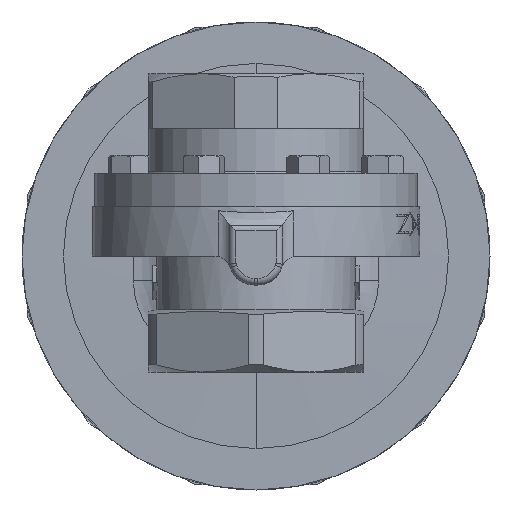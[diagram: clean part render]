
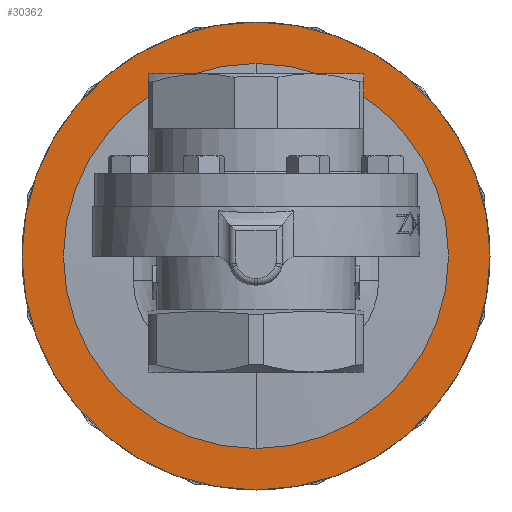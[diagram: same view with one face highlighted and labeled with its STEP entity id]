
A CAD part, front view. The second image highlights one B-rep face of the part: STEP entity #30362.
In plain terms, the highlighted planar face has unit normal (0, -1, 0).
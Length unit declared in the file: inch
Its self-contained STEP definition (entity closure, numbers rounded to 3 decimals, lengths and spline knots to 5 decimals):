
#411 = EDGE_CURVE ( 'NONE', #9388, #29435, #16419, .T. ) ;
#1308 = EDGE_LOOP ( 'NONE', ( #28105, #21021 ) ) ;
#1715 = CARTESIAN_POINT ( 'NONE',  ( 0., 2.75, 0. ) ) ;
#1892 = PLANE ( 'NONE',  #14293 ) ;
#2922 = DIRECTION ( 'NONE',  ( 0., -1., 0. ) ) ;
#3314 = AXIS2_PLACEMENT_3D ( 'NONE', #10027, #26702, #12436 ) ;
#3849 = AXIS2_PLACEMENT_3D ( 'NONE', #9341, #26013, #11722 ) ;
#4089 = DIRECTION ( 'NONE',  ( 0., 0., -1. ) ) ;
#4844 = ORIENTED_EDGE ( 'NONE', *, *, #11375, .T. ) ;
#5165 = VERTEX_POINT ( 'NONE', #23748 ) ;
#6763 = CARTESIAN_POINT ( 'NONE',  ( 0., 2.75, -3.625 ) ) ;
#7929 = VERTEX_POINT ( 'NONE', #28231 ) ;
#8129 = CARTESIAN_POINT ( 'NONE',  ( 0., 2.75, -3.53 ) ) ;
#9180 = DIRECTION ( 'NONE',  ( 0., 0., -1. ) ) ;
#9341 = CARTESIAN_POINT ( 'NONE',  ( 0., 2.75, 0. ) ) ;
#9388 = VERTEX_POINT ( 'NONE', #14162 ) ;
#10027 = CARTESIAN_POINT ( 'NONE',  ( 0., 2.75, 0. ) ) ;
#11375 = EDGE_CURVE ( 'NONE', #29435, #9388, #29870, .T. ) ;
#11683 = CIRCLE ( 'NONE', #30257, 2.905 ) ;
#11722 = DIRECTION ( 'NONE',  ( 0., 0., -1. ) ) ;
#11780 = AXIS2_PLACEMENT_3D ( 'NONE', #1715, #18381, #4089 ) ;
#12436 = DIRECTION ( 'NONE',  ( 0., 0., -1. ) ) ;
#14162 = CARTESIAN_POINT ( 'NONE',  ( 0., 2.75, 3.53 ) ) ;
#14293 = AXIS2_PLACEMENT_3D ( 'NONE', #6763, #23464, #9180 ) ;
#15087 = FACE_BOUND ( 'NONE', #1308, .T. ) ;
#16419 = CIRCLE ( 'NONE', #3314, 3.53 ) ;
#17228 = CARTESIAN_POINT ( 'NONE',  ( 0., 2.75, 0. ) ) ;
#17516 = CIRCLE ( 'NONE', #11780, 2.905 ) ;
#18381 = DIRECTION ( 'NONE',  ( 0., -1., 0. ) ) ;
#19597 = DIRECTION ( 'NONE',  ( 0., 0., -1. ) ) ;
#20653 = FACE_OUTER_BOUND ( 'NONE', #24109, .T. ) ;
#21021 = ORIENTED_EDGE ( 'NONE', *, *, #30535, .F. ) ;
#23464 = DIRECTION ( 'NONE',  ( 0., -1., 0. ) ) ;
#23748 = CARTESIAN_POINT ( 'NONE',  ( 0., 2.75, -2.905 ) ) ;
#24109 = EDGE_LOOP ( 'NONE', ( #28686, #4844 ) ) ;
#26013 = DIRECTION ( 'NONE',  ( 0., -1., 0. ) ) ;
#26702 = DIRECTION ( 'NONE',  ( 0., -1., 0. ) ) ;
#27884 = EDGE_CURVE ( 'NONE', #7929, #5165, #17516, .T. ) ;
#28105 = ORIENTED_EDGE ( 'NONE', *, *, #27884, .F. ) ;
#28231 = CARTESIAN_POINT ( 'NONE',  ( 0., 2.75, 2.905 ) ) ;
#28686 = ORIENTED_EDGE ( 'NONE', *, *, #411, .T. ) ;
#29435 = VERTEX_POINT ( 'NONE', #8129 ) ;
#29870 = CIRCLE ( 'NONE', #3849, 3.53 ) ;
#30257 = AXIS2_PLACEMENT_3D ( 'NONE', #17228, #2922, #19597 ) ;
#30362 = ADVANCED_FACE ( 'NONE', ( #15087, #20653 ), #1892, .T. ) ;
#30535 = EDGE_CURVE ( 'NONE', #5165, #7929, #11683, .T. ) ;
